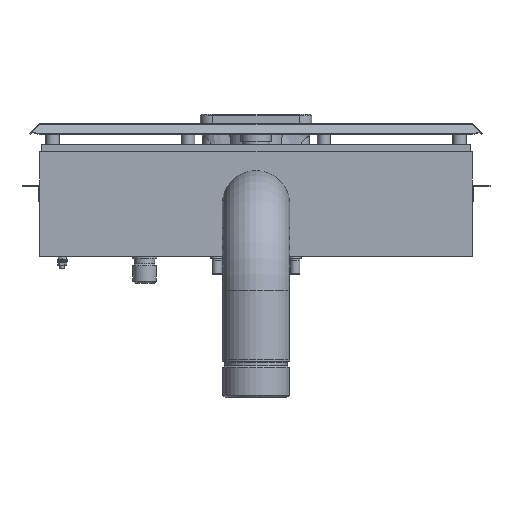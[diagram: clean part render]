
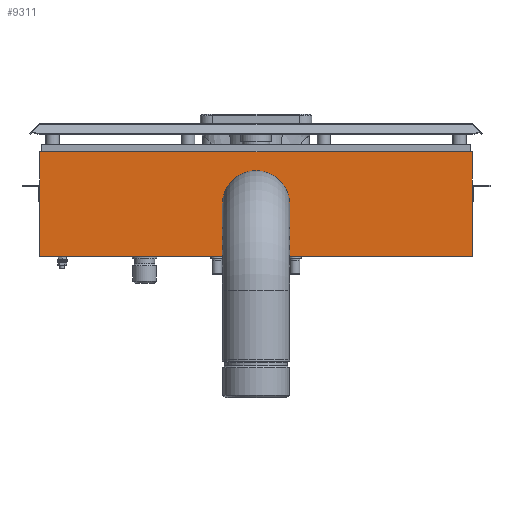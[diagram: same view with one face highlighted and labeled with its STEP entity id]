
A CAD part, front view. The second image highlights one B-rep face of the part: STEP entity #9311.
In plain terms, the highlighted planar face has unit normal (0, -1, 0).
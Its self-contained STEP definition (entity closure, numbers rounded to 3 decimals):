
#144 = CARTESIAN_POINT ( 'NONE',  ( -194., -70., 0. ) ) ;
#740 = FACE_BOUND ( 'NONE', #12619, .T. ) ;
#1071 = VECTOR ( 'NONE', #4515, 1000. ) ;
#1431 = DIRECTION ( 'NONE',  ( 0., 0., -1. ) ) ;
#2520 = ORIENTED_EDGE ( 'NONE', *, *, #6177, .F. ) ;
#3271 = DIRECTION ( 'NONE',  ( 0., 0., 1. ) ) ;
#3498 = DIRECTION ( 'NONE',  ( -1., 0., 0. ) ) ;
#3520 = CARTESIAN_POINT ( 'NONE',  ( -194., -70., 94.1 ) ) ;
#3977 = DIRECTION ( 'NONE',  ( 1., 0., 0. ) ) ;
#4240 = CARTESIAN_POINT ( 'NONE',  ( 194., -70., 0. ) ) ;
#4253 = ORIENTED_EDGE ( 'NONE', *, *, #16037, .F. ) ;
#4515 = DIRECTION ( 'NONE',  ( 0., 0., 1. ) ) ;
#4770 = AXIS2_PLACEMENT_3D ( 'NONE', #16839, #13302, #3271 ) ;
#5253 = VECTOR ( 'NONE', #3977, 1000. ) ;
#5844 = EDGE_LOOP ( 'NONE', ( #15181, #10847, #4253, #2520 ) ) ;
#6177 = EDGE_CURVE ( 'NONE', #8766, #20918, #14100, .T. ) ;
#7512 = CARTESIAN_POINT ( 'NONE',  ( 0., -70., 77.2 ) ) ;
#8291 = VERTEX_POINT ( 'NONE', #144 ) ;
#8766 = VERTEX_POINT ( 'NONE', #3520 ) ;
#9155 = EDGE_CURVE ( 'NONE', #19460, #8291, #18384, .T. ) ;
#9173 = VERTEX_POINT ( 'NONE', #7512 ) ;
#9311 = ADVANCED_FACE ( 'NONE', ( #740, #10642 ), #12188, .F. ) ;
#10431 = DIRECTION ( 'NONE',  ( 0., 0., 1. ) ) ;
#10642 = FACE_OUTER_BOUND ( 'NONE', #5844, .T. ) ;
#10847 = ORIENTED_EDGE ( 'NONE', *, *, #9155, .F. ) ;
#12188 = PLANE ( 'NONE',  #15395 ) ;
#12619 = EDGE_LOOP ( 'NONE', ( #21822 ) ) ;
#13302 = DIRECTION ( 'NONE',  ( 0., 1., 0. ) ) ;
#13641 = VECTOR ( 'NONE', #3498, 1000. ) ;
#14100 = LINE ( 'NONE', #14318, #5253 ) ;
#14262 = CIRCLE ( 'NONE', #4770, 30.15 ) ;
#14318 = CARTESIAN_POINT ( 'NONE',  ( -194., -70., 94.1 ) ) ;
#15181 = ORIENTED_EDGE ( 'NONE', *, *, #16563, .F. ) ;
#15395 = AXIS2_PLACEMENT_3D ( 'NONE', #17485, #19146, #10431 ) ;
#16037 = EDGE_CURVE ( 'NONE', #20918, #19460, #18070, .T. ) ;
#16563 = EDGE_CURVE ( 'NONE', #8291, #8766, #19723, .T. ) ;
#16839 = CARTESIAN_POINT ( 'NONE',  ( 0., -70., 47.05 ) ) ;
#17485 = CARTESIAN_POINT ( 'NONE',  ( 0., -70., 94.1 ) ) ;
#17585 = CARTESIAN_POINT ( 'NONE',  ( 194., -70., 94.1 ) ) ;
#17716 = CARTESIAN_POINT ( 'NONE',  ( -194., -70., 0. ) ) ;
#18070 = LINE ( 'NONE', #21180, #20826 ) ;
#18274 = CARTESIAN_POINT ( 'NONE',  ( -194., -70., 0. ) ) ;
#18384 = LINE ( 'NONE', #18274, #13641 ) ;
#19146 = DIRECTION ( 'NONE',  ( 0., 1., 0. ) ) ;
#19460 = VERTEX_POINT ( 'NONE', #4240 ) ;
#19723 = LINE ( 'NONE', #17716, #1071 ) ;
#20747 = EDGE_CURVE ( 'NONE', #9173, #9173, #14262, .T. ) ;
#20826 = VECTOR ( 'NONE', #1431, 1000. ) ;
#20918 = VERTEX_POINT ( 'NONE', #17585 ) ;
#21180 = CARTESIAN_POINT ( 'NONE',  ( 194., -70., 0. ) ) ;
#21822 = ORIENTED_EDGE ( 'NONE', *, *, #20747, .T. ) ;
